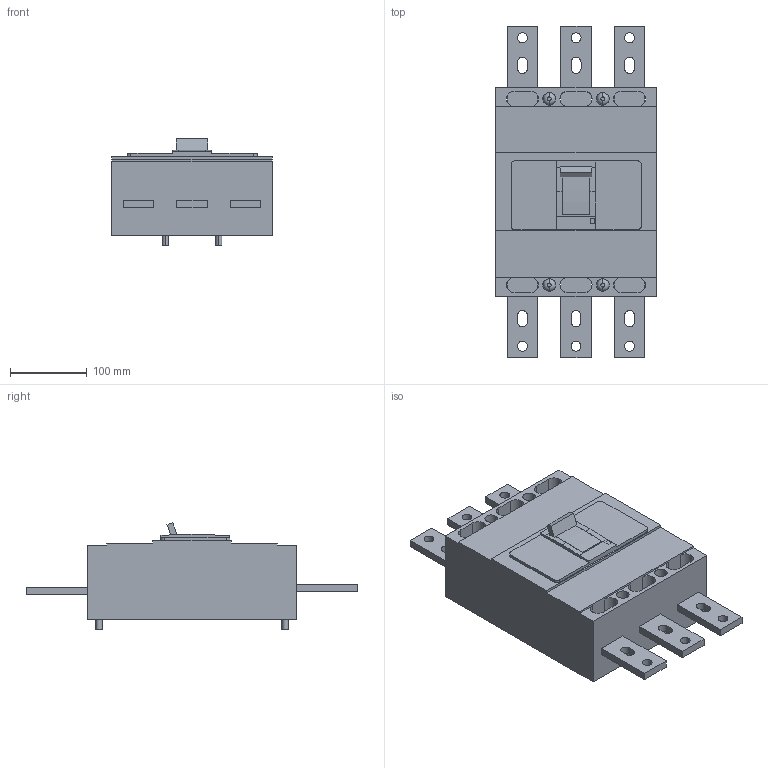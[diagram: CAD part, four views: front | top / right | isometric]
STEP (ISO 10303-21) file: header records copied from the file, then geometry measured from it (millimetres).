
FILE_DESCRIPTION(('CoCreate Modeling STEP Export'),'2;1');
FILE_NAME('Ｓ８００ＮＥ３Ｆ.stp','2012-03-23T15:32:15',(''),(''),'CoCreate Modeling STEP processor for AP214 (Solid Model)','CoCreate Modeling 17.0 01-Apr-2010 (C) Parametric Technology GmbH','');
FILE_SCHEMA(('AUTOMOTIVE_DESIGN { 1 0 10303 214 1 1 1 1 }'));
Length unit declared in the file: millimetre
Products named in the file (3): p2.1; p1; Ｓ８００ＮＥ３Ｆ
Assembly tree (5 placements, depth 2):
  Ｓ８００ＮＥ３Ｆ
    p1
    p2.1  x4
Bounding box: 210 x 433 x 139.18 mm (x, y, z)
Volume: 5557917.4 mm3; surface area: 347543 mm2
Topology: 5 solids, 5 shells, 232 faces, 664 edges, 440 vertices
Faces by surface type: plane 137, cylinder 87, torus 8
Entity records: 6916 total; most frequent: ORIENTED_EDGE 1232, CARTESIAN_POINT 1042, DIRECTION 890, EDGE_CURVE 616, VERTEX_POINT 410, VECTOR 374, LINE 374, AXIS2_PLACEMENT_3D 258
